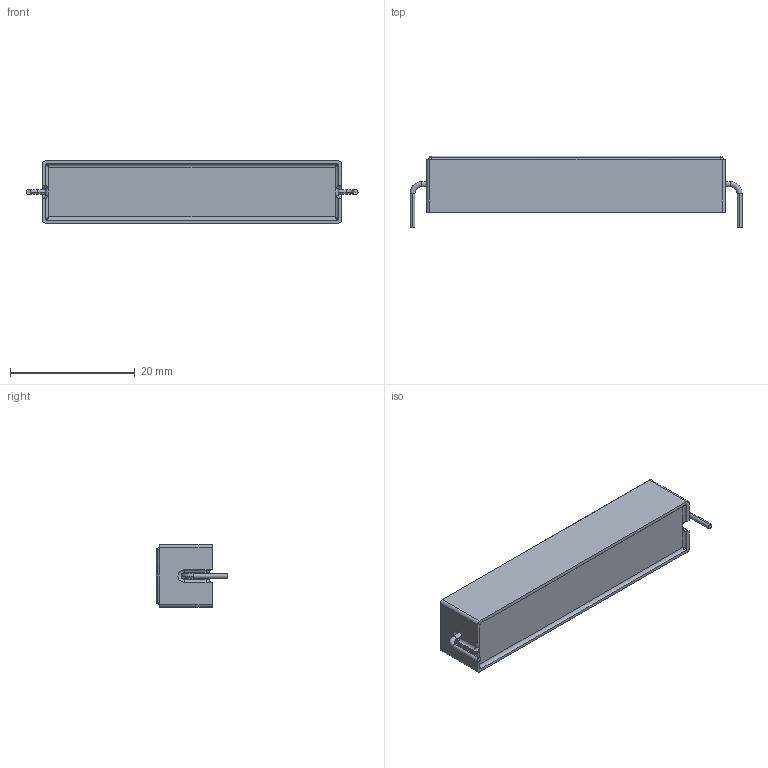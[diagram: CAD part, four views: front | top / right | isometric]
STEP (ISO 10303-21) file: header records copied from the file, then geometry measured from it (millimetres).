
FILE_DESCRIPTION (( 'STEP AP214' ), '1' );
FILE_NAME ('RESAR5250W80L4800T1000H900_10W.STEP', '2017-07-27T19:46:24', ( '砐錪賧瘔蠈錪 Windows' ), ( '' ), 'SwSTEP 2.0', 'SolidWorks 2017', '' );
FILE_SCHEMA (( 'AUTOMOTIVE_DESIGN' ));
Length unit declared in the file: millimetre
Products named in the file (1): RESAR5250W80L4800T1000H900_10W
Bounding box: 53.3 x 11.5 x 10 mm (x, y, z)
Volume: 4084.9 mm3; surface area: 2045 mm2
Topology: 1 solids, 1 shells, 71 faces, 174 edges, 100 vertices
Faces by surface type: cylinder 28, plane 17, bspline 12, torus 10, sphere 4
Entity records: 2828 total; most frequent: CARTESIAN_POINT 772, ORIENTED_EDGE 332, DIRECTION 318, EDGE_CURVE 166, AXIS2_PLACEMENT_3D 128, VERTEX_POINT 100, EDGE_LOOP 74, FACE_OUTER_BOUND 71
